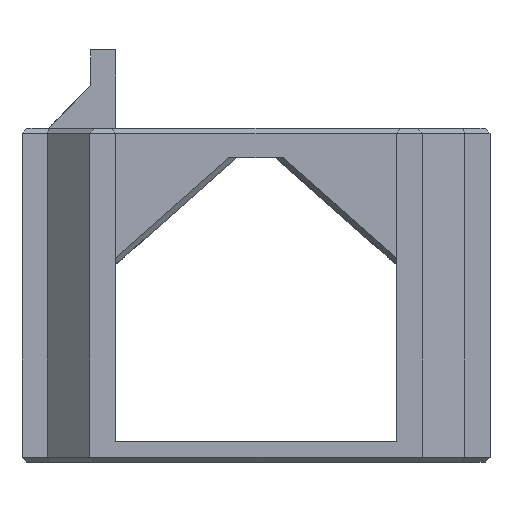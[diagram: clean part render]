
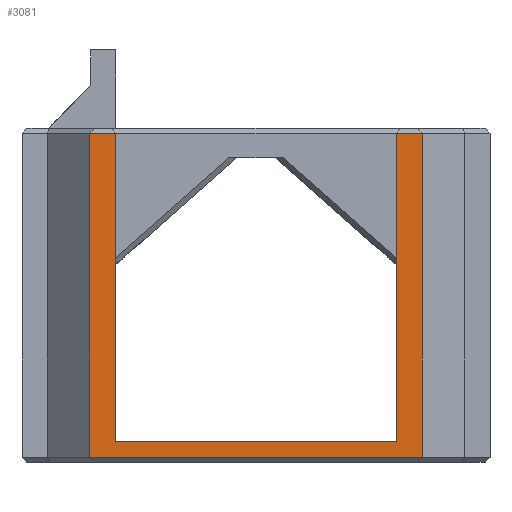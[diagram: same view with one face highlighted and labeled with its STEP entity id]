
A CAD part, left-side view. The second image highlights one B-rep face of the part: STEP entity #3081.
In plain terms, the highlighted planar face has unit normal (-1, 0, 0).
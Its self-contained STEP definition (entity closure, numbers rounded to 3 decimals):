
#205=PLANE('',#3292);
#354=FACE_OUTER_BOUND('',#529,.T.);
#529=EDGE_LOOP('',(#2467,#2468,#2469,#2470,#2471,#2472,#2473,#2474));
#734=LINE('',#4817,#1087);
#809=LINE('',#4982,#1162);
#815=LINE('',#4992,#1168);
#824=LINE('',#5013,#1177);
#825=LINE('',#5015,#1178);
#826=LINE('',#5017,#1179);
#827=LINE('',#5019,#1180);
#828=LINE('',#5020,#1181);
#1087=VECTOR('',#3642,10.);
#1162=VECTOR('',#3769,10.);
#1168=VECTOR('',#3781,10.);
#1177=VECTOR('',#3804,10.);
#1178=VECTOR('',#3807,10.);
#1179=VECTOR('',#3808,10.);
#1180=VECTOR('',#3809,10.);
#1181=VECTOR('',#3810,10.);
#1460=VERTEX_POINT('',#4814);
#1461=VERTEX_POINT('',#4816);
#1524=VERTEX_POINT('',#4976);
#1525=VERTEX_POINT('',#4980);
#1526=VERTEX_POINT('',#4990);
#1531=VERTEX_POINT('',#5011);
#1532=VERTEX_POINT('',#5016);
#1533=VERTEX_POINT('',#5018);
#1781=EDGE_CURVE('',#1461,#1460,#734,.T.);
#1865=EDGE_CURVE('',#1525,#1524,#809,.T.);
#1871=EDGE_CURVE('',#1526,#1460,#815,.T.);
#1881=EDGE_CURVE('',#1525,#1531,#824,.T.);
#1882=EDGE_CURVE('',#1531,#1461,#825,.T.);
#1883=EDGE_CURVE('',#1532,#1526,#826,.T.);
#1884=EDGE_CURVE('',#1533,#1532,#827,.T.);
#1885=EDGE_CURVE('',#1533,#1524,#828,.T.);
#2467=ORIENTED_EDGE('',*,*,#1865,.F.);
#2468=ORIENTED_EDGE('',*,*,#1881,.T.);
#2469=ORIENTED_EDGE('',*,*,#1882,.T.);
#2470=ORIENTED_EDGE('',*,*,#1781,.T.);
#2471=ORIENTED_EDGE('',*,*,#1871,.F.);
#2472=ORIENTED_EDGE('',*,*,#1883,.F.);
#2473=ORIENTED_EDGE('',*,*,#1884,.F.);
#2474=ORIENTED_EDGE('',*,*,#1885,.T.);
#3081=ADVANCED_FACE('',(#354),#205,.T.);
#3292=AXIS2_PLACEMENT_3D('',#5014,#3805,#3806);
#3642=DIRECTION('',(0.,0.,1.));
#3769=DIRECTION('',(0.,-1.,0.));
#3781=DIRECTION('',(0.,-1.,0.));
#3804=DIRECTION('',(0.,0.,-1.));
#3805=DIRECTION('center_axis',(-1.,0.,0.));
#3806=DIRECTION('ref_axis',(0.,-1.,0.));
#3807=DIRECTION('',(0.,1.,0.));
#3808=DIRECTION('',(0.,0.,1.));
#3809=DIRECTION('',(0.,1.,0.));
#3810=DIRECTION('',(0.,0.,1.));
#4814=CARTESIAN_POINT('',(-23.8,14.25,33.44));
#4816=CARTESIAN_POINT('',(-23.8,14.25,2.1));
#4817=CARTESIAN_POINT('',(-23.8,14.25,10.05));
#4976=CARTESIAN_POINT('',(-23.8,-16.92,33.44));
#4980=CARTESIAN_POINT('',(-23.8,-14.25,33.44));
#4982=CARTESIAN_POINT('',(-23.8,8.46,33.44));
#4990=CARTESIAN_POINT('',(-23.8,16.92,33.44));
#4992=CARTESIAN_POINT('',(-23.8,8.46,33.44));
#5011=CARTESIAN_POINT('',(-23.8,-14.25,2.1));
#5013=CARTESIAN_POINT('',(-23.8,-14.25,16.97));
#5014=CARTESIAN_POINT('Origin',(-23.8,16.92,0.));
#5015=CARTESIAN_POINT('',(-23.8,6.072,2.1));
#5016=CARTESIAN_POINT('',(-23.8,16.92,0.5));
#5017=CARTESIAN_POINT('',(-23.8,16.92,0.));
#5018=CARTESIAN_POINT('',(-23.8,-16.92,0.5));
#5019=CARTESIAN_POINT('',(-23.8,8.46,0.5));
#5020=CARTESIAN_POINT('',(-23.8,-16.92,0.));
